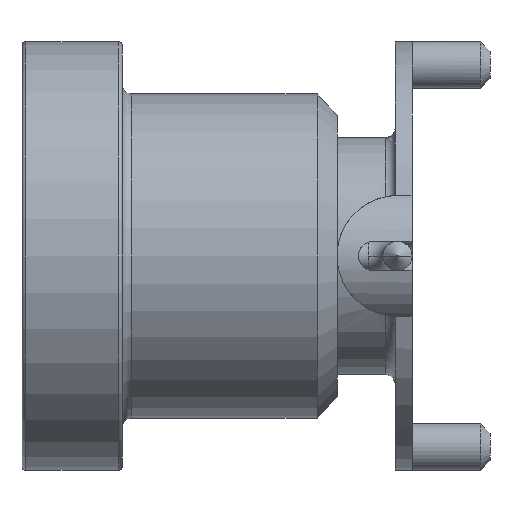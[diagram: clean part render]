
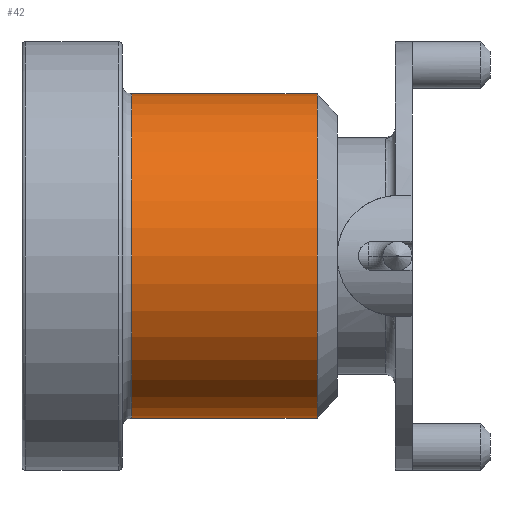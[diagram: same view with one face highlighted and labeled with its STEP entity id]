
A CAD part, front view. The second image highlights one B-rep face of the part: STEP entity #42.
In plain terms, the highlighted cylindrical face has radius 2.114 mm (diameter 4.229 mm), a partial arc.
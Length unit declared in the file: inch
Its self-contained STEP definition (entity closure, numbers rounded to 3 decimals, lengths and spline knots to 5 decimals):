
#42 = ADVANCED_FACE ( 'NONE', ( #674 ), #1255, .T. ) ;
#57 = ORIENTED_EDGE ( 'NONE', *, *, #1658, .T. ) ;
#83 = CARTESIAN_POINT ( 'NONE',  ( -0.09, 0., -0.08324 ) ) ;
#141 = LINE ( 'NONE', #83, #1251 ) ;
#143 = DIRECTION ( 'NONE',  ( 0., 0., 1. ) ) ;
#161 = DIRECTION ( 'NONE',  ( 1., 0., 0. ) ) ;
#248 = CARTESIAN_POINT ( 'NONE',  ( -0.09, 0., 0.08324 ) ) ;
#270 = VERTEX_POINT ( 'NONE', #1477 ) ;
#400 = DIRECTION ( 'NONE',  ( -1., 0., 0. ) ) ;
#480 = CIRCLE ( 'NONE', #856, 0.08324 ) ;
#674 = FACE_OUTER_BOUND ( 'NONE', #1289, .T. ) ;
#716 = VECTOR ( 'NONE', #400, 39.37008 ) ;
#856 = AXIS2_PLACEMENT_3D ( 'NONE', #1562, #161, #950 ) ;
#862 = DIRECTION ( 'NONE',  ( -1., 0., 0. ) ) ;
#929 = DIRECTION ( 'NONE',  ( -1., 0., 0. ) ) ;
#933 = ORIENTED_EDGE ( 'NONE', *, *, #1812, .F. ) ;
#950 = DIRECTION ( 'NONE',  ( 0., 0., 1. ) ) ;
#974 = CARTESIAN_POINT ( 'NONE',  ( -0.04874, 0., -0.08324 ) ) ;
#977 = CARTESIAN_POINT ( 'NONE',  ( -0.14377, 0., -0.08324 ) ) ;
#1017 = VERTEX_POINT ( 'NONE', #1274 ) ;
#1030 = AXIS2_PLACEMENT_3D ( 'NONE', #1326, #862, #1075 ) ;
#1048 = VERTEX_POINT ( 'NONE', #977 ) ;
#1075 = DIRECTION ( 'NONE',  ( 0., 0., 1. ) ) ;
#1251 = VECTOR ( 'NONE', #1484, 39.37008 ) ;
#1255 = CYLINDRICAL_SURFACE ( 'NONE', #1973, 0.08324 ) ;
#1274 = CARTESIAN_POINT ( 'NONE',  ( -0.14377, 0., 0.08324 ) ) ;
#1289 = EDGE_LOOP ( 'NONE', ( #933, #57, #1597, #1604 ) ) ;
#1326 = CARTESIAN_POINT ( 'NONE',  ( -0.04874, 0., 0. ) ) ;
#1354 = EDGE_CURVE ( 'NONE', #1017, #1048, #480, .T. ) ;
#1477 = CARTESIAN_POINT ( 'NONE',  ( -0.04874, 0., 0.08324 ) ) ;
#1484 = DIRECTION ( 'NONE',  ( -1., 0., 0. ) ) ;
#1506 = VERTEX_POINT ( 'NONE', #974 ) ;
#1562 = CARTESIAN_POINT ( 'NONE',  ( -0.14377, 0., 0. ) ) ;
#1597 = ORIENTED_EDGE ( 'NONE', *, *, #1737, .T. ) ;
#1604 = ORIENTED_EDGE ( 'NONE', *, *, #1354, .T. ) ;
#1658 = EDGE_CURVE ( 'NONE', #1506, #270, #1854, .T. ) ;
#1682 = LINE ( 'NONE', #248, #716 ) ;
#1737 = EDGE_CURVE ( 'NONE', #270, #1017, #1682, .T. ) ;
#1812 = EDGE_CURVE ( 'NONE', #1506, #1048, #141, .T. ) ;
#1849 = CARTESIAN_POINT ( 'NONE',  ( -0.09, 0., 0. ) ) ;
#1854 = CIRCLE ( 'NONE', #1030, 0.08324 ) ;
#1973 = AXIS2_PLACEMENT_3D ( 'NONE', #1849, #929, #143 ) ;
